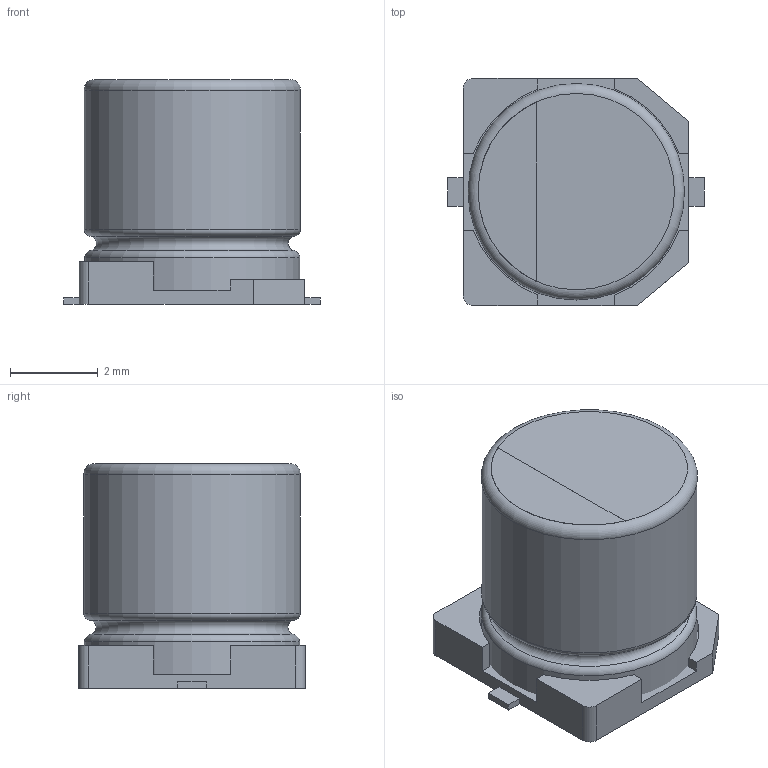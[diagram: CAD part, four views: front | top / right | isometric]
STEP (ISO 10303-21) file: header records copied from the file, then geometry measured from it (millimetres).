
FILE_DESCRIPTION(/* description */ (''),/* implementation_level */ '2;1');
FILE_NAME(/* name */ '5.3mmx5.3mm-Electrolytic-Capacitor.step',/* time_stamp */ '2018-03-19T13:25:50+01:00',/* author */ ('davidebo'),/* organization */ (''),/* preprocessor_version */ 'ST-DEVELOPER v16.13',/* originating_system */ 'Autodesk Translation Framework v6.5.0.72',/* authorisation */ '');
FILE_SCHEMA (('AUTOMOTIVE_DESIGN { 1 0 10303 214 3 1 1 }'));
Length unit declared in the file: millimetre
Products named in the file (1): 5.3mmx5.3mm Electrolytic Capacitor
Bounding box: 5.84 x 5.17 x 5.12 mm (x, y, z)
Volume: 103.4 mm3; surface area: 193.2 mm2
Topology: 5 solids, 5 shells, 50 faces, 122 edges, 82 vertices
Faces by surface type: plane 37, cylinder 9, torus 4
Full cylindrical faces by diameter (mm): 4.905 x1, 4.925 x1
Entity records: 1517 total; most frequent: DIRECTION 256, CARTESIAN_POINT 255, ORIENTED_EDGE 244, EDGE_CURVE 122, LINE 90, VECTOR 90, AXIS2_PLACEMENT_3D 83, VERTEX_POINT 82
